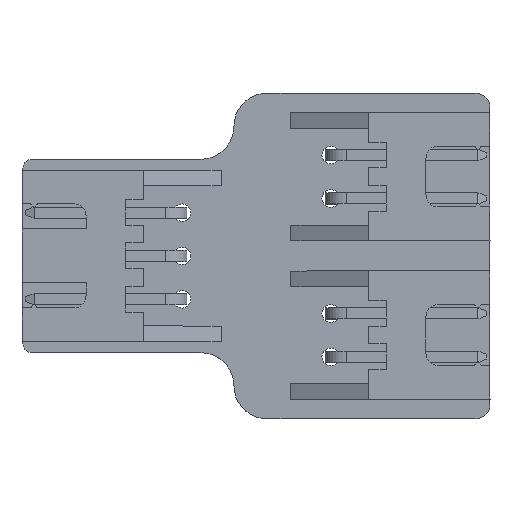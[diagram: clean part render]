
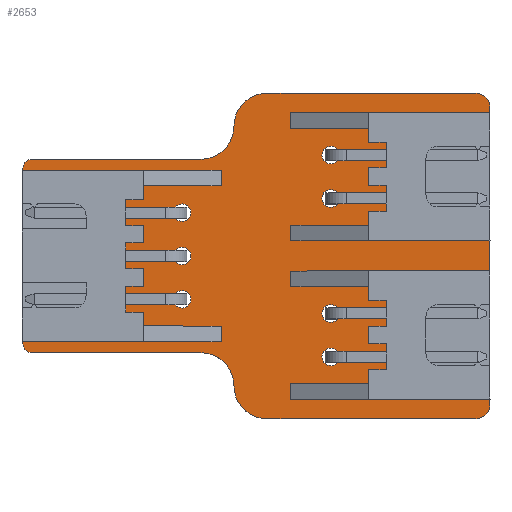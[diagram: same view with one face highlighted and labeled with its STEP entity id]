
A CAD part, top view. The second image highlights one B-rep face of the part: STEP entity #2653.
In plain terms, the highlighted planar face has unit normal (0, 0, 1).
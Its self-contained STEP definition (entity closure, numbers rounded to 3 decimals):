
#1936 = VERTEX_POINT('',#1937);
#1937 = CARTESIAN_POINT('',(0.,4.318,0.)
  );
#1943 = EDGE_CURVE('',#1936,#1944,#1946,.T.);
#1944 = VERTEX_POINT('',#1945);
#1945 = CARTESIAN_POINT('',(0.508,3.81,0.));
#1946 = CIRCLE('',#1947,0.509);
#1947 = AXIS2_PLACEMENT_3D('',#1948,#1949,#1950);
#1948 = CARTESIAN_POINT('',(0.509,4.319,0.));
#1949 = DIRECTION('',(0.,0.,1.));
#1950 = DIRECTION('',(-1.,-0.001,0.));
#1976 = EDGE_CURVE('',#1944,#1977,#1979,.T.);
#1977 = VERTEX_POINT('',#1978);
#1978 = CARTESIAN_POINT('',(10.287,3.81,0.));
#1979 = LINE('',#1980,#1981);
#1980 = CARTESIAN_POINT('',(0.508,3.81,0.));
#1981 = VECTOR('',#1982,1.);
#1982 = DIRECTION('',(1.,0.,0.));
#2007 = EDGE_CURVE('',#1977,#2008,#2010,.T.);
#2008 = VERTEX_POINT('',#2009);
#2009 = CARTESIAN_POINT('',(12.192,1.905,0.));
#2010 = CIRCLE('',#2011,1.905);
#2011 = AXIS2_PLACEMENT_3D('',#2012,#2013,#2014);
#2012 = CARTESIAN_POINT('',(10.287,1.905,0.));
#2013 = DIRECTION('',(0.,0.,-1.));
#2014 = DIRECTION('',(0.,1.,0.));
#2040 = EDGE_CURVE('',#2008,#2041,#2043,.T.);
#2041 = VERTEX_POINT('',#2042);
#2042 = CARTESIAN_POINT('',(14.097,0.,0.));
#2043 = CIRCLE('',#2044,1.905);
#2044 = AXIS2_PLACEMENT_3D('',#2045,#2046,#2047);
#2045 = CARTESIAN_POINT('',(14.097,1.905,0.));
#2046 = DIRECTION('',(0.,0.,1.));
#2047 = DIRECTION('',(-1.,0.,0.));
#2073 = EDGE_CURVE('',#2041,#2074,#2076,.T.);
#2074 = VERTEX_POINT('',#2075);
#2075 = CARTESIAN_POINT('',(26.162,0.,0.
    ));
#2076 = LINE('',#2077,#2078);
#2077 = CARTESIAN_POINT('',(14.097,0.,0.));
#2078 = VECTOR('',#2079,1.);
#2079 = DIRECTION('',(1.,0.,0.));
#2104 = EDGE_CURVE('',#2074,#2105,#2107,.T.);
#2105 = VERTEX_POINT('',#2106);
#2106 = CARTESIAN_POINT('',(26.98,0.818,0.));
#2107 = CIRCLE('',#2108,0.819);
#2108 = AXIS2_PLACEMENT_3D('',#2109,#2110,#2111);
#2109 = CARTESIAN_POINT('',(26.161,0.819,0.));
#2110 = DIRECTION('',(0.,0.,1.));
#2111 = DIRECTION('',(0.002,-1.,0.));
#2137 = EDGE_CURVE('',#2105,#2138,#2140,.T.);
#2138 = VERTEX_POINT('',#2139);
#2139 = CARTESIAN_POINT('',(26.98,17.978,0.));
#2140 = LINE('',#2141,#2142);
#2141 = CARTESIAN_POINT('',(26.98,0.818,0.));
#2142 = VECTOR('',#2143,1.);
#2143 = DIRECTION('',(0.,1.,0.));
#2168 = EDGE_CURVE('',#2138,#2169,#2171,.T.);
#2169 = VERTEX_POINT('',#2170);
#2170 = CARTESIAN_POINT('',(26.162,18.796,0.));
#2171 = CIRCLE('',#2172,0.819);
#2172 = AXIS2_PLACEMENT_3D('',#2173,#2174,#2175);
#2173 = CARTESIAN_POINT('',(26.161,17.977,0.));
#2174 = DIRECTION('',(0.,0.,1.));
#2175 = DIRECTION('',(1.,0.002,0.));
#2201 = EDGE_CURVE('',#2169,#2202,#2204,.T.);
#2202 = VERTEX_POINT('',#2203);
#2203 = CARTESIAN_POINT('',(14.097,18.796,0.));
#2204 = LINE('',#2205,#2206);
#2205 = CARTESIAN_POINT('',(26.162,18.796,0.));
#2206 = VECTOR('',#2207,1.);
#2207 = DIRECTION('',(-1.,0.,0.));
#2232 = EDGE_CURVE('',#2202,#2233,#2235,.T.);
#2233 = VERTEX_POINT('',#2234);
#2234 = CARTESIAN_POINT('',(12.192,16.891,0.));
#2235 = CIRCLE('',#2236,1.905);
#2236 = AXIS2_PLACEMENT_3D('',#2237,#2238,#2239);
#2237 = CARTESIAN_POINT('',(14.097,16.891,0.));
#2238 = DIRECTION('',(0.,0.,1.));
#2239 = DIRECTION('',(0.,1.,0.));
#2265 = EDGE_CURVE('',#2233,#2266,#2268,.T.);
#2266 = VERTEX_POINT('',#2267);
#2267 = CARTESIAN_POINT('',(10.287,14.986,0.));
#2268 = CIRCLE('',#2269,1.905);
#2269 = AXIS2_PLACEMENT_3D('',#2270,#2271,#2272);
#2270 = CARTESIAN_POINT('',(10.287,16.891,0.));
#2271 = DIRECTION('',(0.,0.,-1.));
#2272 = DIRECTION('',(1.,0.,0.));
#2298 = EDGE_CURVE('',#2266,#2299,#2301,.T.);
#2299 = VERTEX_POINT('',#2300);
#2300 = CARTESIAN_POINT('',(0.508,14.986,0.));
#2301 = LINE('',#2302,#2303);
#2302 = CARTESIAN_POINT('',(10.287,14.986,0.));
#2303 = VECTOR('',#2304,1.);
#2304 = DIRECTION('',(-1.,0.,0.));
#2329 = EDGE_CURVE('',#2299,#2330,#2332,.T.);
#2330 = VERTEX_POINT('',#2331);
#2331 = CARTESIAN_POINT('',(0.,14.478,0.)
  );
#2332 = CIRCLE('',#2333,0.509);
#2333 = AXIS2_PLACEMENT_3D('',#2334,#2335,#2336);
#2334 = CARTESIAN_POINT('',(0.509,14.477,0.));
#2335 = DIRECTION('',(0.,0.,1.));
#2336 = DIRECTION('',(-0.001,1.,0.));
#2362 = EDGE_CURVE('',#2330,#1936,#2363,.T.);
#2363 = LINE('',#2364,#2365);
#2364 = CARTESIAN_POINT('',(0.,14.478,0.));
#2365 = VECTOR('',#2366,1.);
#2366 = DIRECTION('',(0.,-1.,0.));
#2386 = VERTEX_POINT('',#2387);
#2387 = CARTESIAN_POINT('',(9.708,6.898,0.));
#2393 = EDGE_CURVE('',#2386,#2386,#2394,.T.);
#2394 = CIRCLE('',#2395,0.508);
#2395 = AXIS2_PLACEMENT_3D('',#2396,#2397,#2398);
#2396 = CARTESIAN_POINT('',(9.2,6.898,0.));
#2397 = DIRECTION('',(0.,0.,1.));
#2398 = DIRECTION('',(1.,0.,0.));
#2419 = VERTEX_POINT('',#2420);
#2420 = CARTESIAN_POINT('',(9.708,11.898,0.));
#2426 = EDGE_CURVE('',#2419,#2419,#2427,.T.);
#2427 = CIRCLE('',#2428,0.508);
#2428 = AXIS2_PLACEMENT_3D('',#2429,#2430,#2431);
#2429 = CARTESIAN_POINT('',(9.2,11.898,0.));
#2430 = DIRECTION('',(0.,0.,1.));
#2431 = DIRECTION('',(1.,0.,0.));
#2452 = VERTEX_POINT('',#2453);
#2453 = CARTESIAN_POINT('',(9.708,9.398,0.));
#2459 = EDGE_CURVE('',#2452,#2452,#2460,.T.);
#2460 = CIRCLE('',#2461,0.508);
#2461 = AXIS2_PLACEMENT_3D('',#2462,#2463,#2464);
#2462 = CARTESIAN_POINT('',(9.2,9.398,0.));
#2463 = DIRECTION('',(0.,0.,1.));
#2464 = DIRECTION('',(1.,0.,0.));
#2485 = VERTEX_POINT('',#2486);
#2486 = CARTESIAN_POINT('',(18.288,6.076,0.));
#2492 = EDGE_CURVE('',#2485,#2485,#2493,.T.);
#2493 = CIRCLE('',#2494,0.508);
#2494 = AXIS2_PLACEMENT_3D('',#2495,#2496,#2497);
#2495 = CARTESIAN_POINT('',(17.78,6.076,0.));
#2496 = DIRECTION('',(0.,0.,1.));
#2497 = DIRECTION('',(1.,0.,0.));
#2518 = VERTEX_POINT('',#2519);
#2519 = CARTESIAN_POINT('',(18.288,3.576,0.));
#2525 = EDGE_CURVE('',#2518,#2518,#2526,.T.);
#2526 = CIRCLE('',#2527,0.508);
#2527 = AXIS2_PLACEMENT_3D('',#2528,#2529,#2530);
#2528 = CARTESIAN_POINT('',(17.78,3.576,0.));
#2529 = DIRECTION('',(0.,0.,1.));
#2530 = DIRECTION('',(1.,0.,0.));
#2551 = VERTEX_POINT('',#2552);
#2552 = CARTESIAN_POINT('',(18.288,15.22,0.));
#2558 = EDGE_CURVE('',#2551,#2551,#2559,.T.);
#2559 = CIRCLE('',#2560,0.508);
#2560 = AXIS2_PLACEMENT_3D('',#2561,#2562,#2563);
#2561 = CARTESIAN_POINT('',(17.78,15.22,0.));
#2562 = DIRECTION('',(0.,0.,1.));
#2563 = DIRECTION('',(1.,0.,0.));
#2584 = VERTEX_POINT('',#2585);
#2585 = CARTESIAN_POINT('',(18.288,12.72,0.));
#2591 = EDGE_CURVE('',#2584,#2584,#2592,.T.);
#2592 = CIRCLE('',#2593,0.508);
#2593 = AXIS2_PLACEMENT_3D('',#2594,#2595,#2596);
#2594 = CARTESIAN_POINT('',(17.78,12.72,0.));
#2595 = DIRECTION('',(0.,0.,1.));
#2596 = DIRECTION('',(1.,0.,0.));
#2653 = ADVANCED_FACE('',(#2654,#2670,#2673,#2676,#2679,#2682,#2685,
    #2688),#2691,.F.);
#2654 = FACE_BOUND('',#2655,.T.);
#2655 = EDGE_LOOP('',(#2656,#2657,#2658,#2659,#2660,#2661,#2662,#2663,
    #2664,#2665,#2666,#2667,#2668,#2669));
#2656 = ORIENTED_EDGE('',*,*,#1943,.T.);
#2657 = ORIENTED_EDGE('',*,*,#1976,.T.);
#2658 = ORIENTED_EDGE('',*,*,#2007,.T.);
#2659 = ORIENTED_EDGE('',*,*,#2040,.T.);
#2660 = ORIENTED_EDGE('',*,*,#2073,.T.);
#2661 = ORIENTED_EDGE('',*,*,#2104,.T.);
#2662 = ORIENTED_EDGE('',*,*,#2137,.T.);
#2663 = ORIENTED_EDGE('',*,*,#2168,.T.);
#2664 = ORIENTED_EDGE('',*,*,#2201,.T.);
#2665 = ORIENTED_EDGE('',*,*,#2232,.T.);
#2666 = ORIENTED_EDGE('',*,*,#2265,.T.);
#2667 = ORIENTED_EDGE('',*,*,#2298,.T.);
#2668 = ORIENTED_EDGE('',*,*,#2329,.T.);
#2669 = ORIENTED_EDGE('',*,*,#2362,.T.);
#2670 = FACE_BOUND('',#2671,.F.);
#2671 = EDGE_LOOP('',(#2672));
#2672 = ORIENTED_EDGE('',*,*,#2393,.T.);
#2673 = FACE_BOUND('',#2674,.F.);
#2674 = EDGE_LOOP('',(#2675));
#2675 = ORIENTED_EDGE('',*,*,#2426,.T.);
#2676 = FACE_BOUND('',#2677,.F.);
#2677 = EDGE_LOOP('',(#2678));
#2678 = ORIENTED_EDGE('',*,*,#2459,.T.);
#2679 = FACE_BOUND('',#2680,.F.);
#2680 = EDGE_LOOP('',(#2681));
#2681 = ORIENTED_EDGE('',*,*,#2492,.T.);
#2682 = FACE_BOUND('',#2683,.F.);
#2683 = EDGE_LOOP('',(#2684));
#2684 = ORIENTED_EDGE('',*,*,#2525,.T.);
#2685 = FACE_BOUND('',#2686,.F.);
#2686 = EDGE_LOOP('',(#2687));
#2687 = ORIENTED_EDGE('',*,*,#2558,.T.);
#2688 = FACE_BOUND('',#2689,.F.);
#2689 = EDGE_LOOP('',(#2690));
#2690 = ORIENTED_EDGE('',*,*,#2591,.T.);
#2691 = PLANE('',#2692);
#2692 = AXIS2_PLACEMENT_3D('',#2693,#2694,#2695);
#2693 = CARTESIAN_POINT('',(0.,4.318,0.)
  );
#2694 = DIRECTION('',(0.,0.,-1.));
#2695 = DIRECTION('',(-1.,0.,0.));
